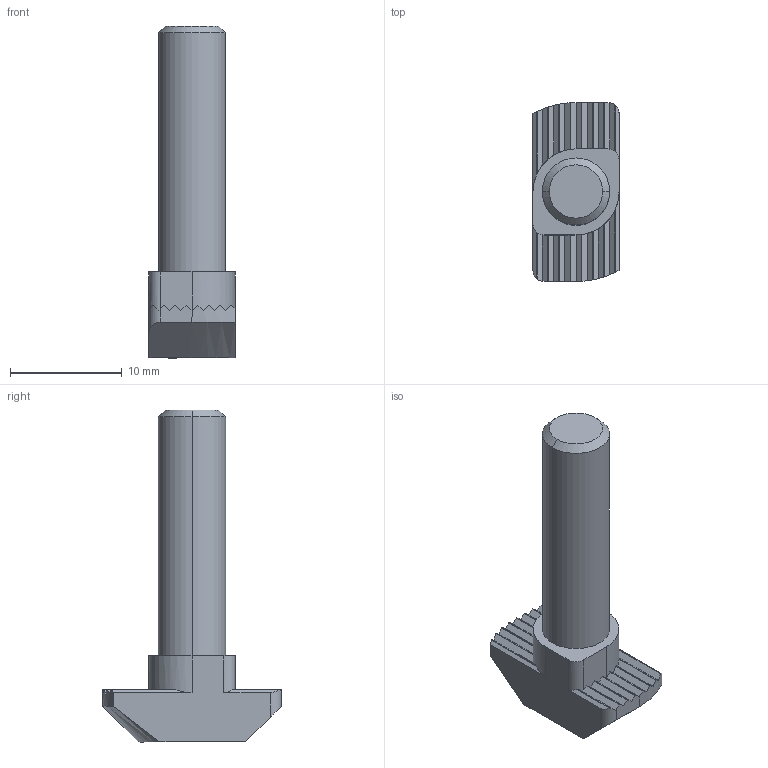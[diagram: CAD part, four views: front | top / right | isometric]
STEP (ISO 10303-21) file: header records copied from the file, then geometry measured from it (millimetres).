
FILE_DESCRIPTION (( 'STEP AP203' ), '1' );
FILE_NAME ('282300501.STEP', '2022-08-17T15:38:38', ( '' ), ( '' ), 'SwSTEP 2.0', 'SolidWorks 2014', '' );
FILE_SCHEMA (( 'CONFIG_CONTROL_DESIGN' ));
Length unit declared in the file: millimetre
Products named in the file (1): 282300501
Bounding box: 7.7 x 16 x 29.7 mm (x, y, z)
Volume: 1247.8 mm3; surface area: 904 mm2
Topology: 1 solids, 1 shells, 71 faces, 199 edges, 131 vertices
Faces by surface type: plane 41, cylinder 26, cone 2, bspline 2
Entity records: 2610 total; most frequent: CARTESIAN_POINT 873, ORIENTED_EDGE 398, DIRECTION 288, EDGE_CURVE 199, VERTEX_POINT 131, LINE 104, VECTOR 104, AXIS2_PLACEMENT_3D 92
